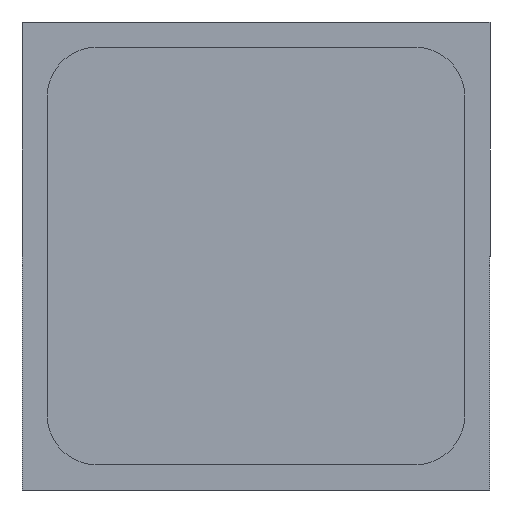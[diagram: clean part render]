
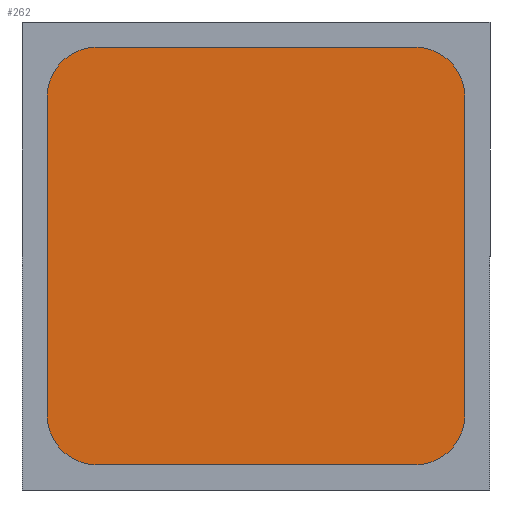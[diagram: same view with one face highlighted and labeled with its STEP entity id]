
A CAD part, front view. The second image highlights one B-rep face of the part: STEP entity #262.
In plain terms, the highlighted planar face has unit normal (0, -1, 0).
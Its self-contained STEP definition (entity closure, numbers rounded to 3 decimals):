
#3 = VECTOR ( 'NONE', #710, 1000. ) ;
#4 = VERTEX_POINT ( 'NONE', #415 ) ;
#5 = ORIENTED_EDGE ( 'NONE', *, *, #94, .T. ) ;
#7 = CARTESIAN_POINT ( 'NONE',  ( -9.5, -4., 12.5 ) ) ;
#9 = CARTESIAN_POINT ( 'NONE',  ( 9.5, -4., -9.5 ) ) ;
#18 = CARTESIAN_POINT ( 'NONE',  ( 0., -4., -12.5 ) ) ;
#26 = DIRECTION ( 'NONE',  ( 0., -1., 0. ) ) ;
#37 = DIRECTION ( 'NONE',  ( 0., 0., 1. ) ) ;
#39 = EDGE_CURVE ( 'NONE', #512, #324, #492, .T. ) ;
#44 = PLANE ( 'NONE',  #228 ) ;
#88 = DIRECTION ( 'NONE',  ( 1., 0., 0. ) ) ;
#94 = EDGE_CURVE ( 'NONE', #749, #4, #701, .T. ) ;
#103 = CARTESIAN_POINT ( 'NONE',  ( 12.5, -4., 0. ) ) ;
#125 = EDGE_CURVE ( 'NONE', #521, #324, #401, .T. ) ;
#130 = CARTESIAN_POINT ( 'NONE',  ( -9.5, -4., 9.5 ) ) ;
#144 = AXIS2_PLACEMENT_3D ( 'NONE', #265, #26, #317 ) ;
#151 = DIRECTION ( 'NONE',  ( 0., 1., 0. ) ) ;
#160 = EDGE_CURVE ( 'NONE', #512, #259, #296, .T. ) ;
#194 = EDGE_CURVE ( 'NONE', #413, #259, #354, .T. ) ;
#196 = ORIENTED_EDGE ( 'NONE', *, *, #39, .T. ) ;
#201 = EDGE_CURVE ( 'NONE', #734, #749, #527, .T. ) ;
#202 = AXIS2_PLACEMENT_3D ( 'NONE', #130, #301, #718 ) ;
#228 = AXIS2_PLACEMENT_3D ( 'NONE', #391, #151, #455 ) ;
#244 = VECTOR ( 'NONE', #88, 1000. ) ;
#254 = DIRECTION ( 'NONE',  ( 0., -1., 0. ) ) ;
#257 = CARTESIAN_POINT ( 'NONE',  ( -9.5, -4., -9.5 ) ) ;
#259 = VERTEX_POINT ( 'NONE', #279 ) ;
#262 = ADVANCED_FACE ( 'NONE', ( #370 ), #44, .F. ) ;
#265 = CARTESIAN_POINT ( 'NONE',  ( 9.5, -4., 9.5 ) ) ;
#275 = CARTESIAN_POINT ( 'NONE',  ( -12.5, -4., 9.5 ) ) ;
#277 = AXIS2_PLACEMENT_3D ( 'NONE', #257, #650, #481 ) ;
#279 = CARTESIAN_POINT ( 'NONE',  ( 9.5, -4., 12.5 ) ) ;
#284 = ORIENTED_EDGE ( 'NONE', *, *, #160, .F. ) ;
#288 = EDGE_CURVE ( 'NONE', #4, #413, #384, .T. ) ;
#296 = LINE ( 'NONE', #495, #244 ) ;
#301 = DIRECTION ( 'NONE',  ( 0., -1., 0. ) ) ;
#312 = ORIENTED_EDGE ( 'NONE', *, *, #602, .T. ) ;
#317 = DIRECTION ( 'NONE',  ( 0., 0., 1. ) ) ;
#324 = VERTEX_POINT ( 'NONE', #275 ) ;
#337 = VECTOR ( 'NONE', #37, 1000. ) ;
#354 = CIRCLE ( 'NONE', #144, 3. ) ;
#370 = FACE_OUTER_BOUND ( 'NONE', #403, .T. ) ;
#384 = LINE ( 'NONE', #103, #337 ) ;
#390 = CIRCLE ( 'NONE', #277, 3. ) ;
#391 = CARTESIAN_POINT ( 'NONE',  ( 0., -4., 0. ) ) ;
#401 = LINE ( 'NONE', #593, #3 ) ;
#403 = EDGE_LOOP ( 'NONE', ( #641, #584, #284, #196, #475, #312, #514, #5 ) ) ;
#413 = VERTEX_POINT ( 'NONE', #752 ) ;
#415 = CARTESIAN_POINT ( 'NONE',  ( 12.5, -4., -9.5 ) ) ;
#455 = DIRECTION ( 'NONE',  ( 0., 0., 1. ) ) ;
#472 = VECTOR ( 'NONE', #500, 1000. ) ;
#475 = ORIENTED_EDGE ( 'NONE', *, *, #125, .F. ) ;
#481 = DIRECTION ( 'NONE',  ( 0., 0., 1. ) ) ;
#492 = CIRCLE ( 'NONE', #202, 3. ) ;
#495 = CARTESIAN_POINT ( 'NONE',  ( 0., -4., 12.5 ) ) ;
#500 = DIRECTION ( 'NONE',  ( 1., 0., 0. ) ) ;
#512 = VERTEX_POINT ( 'NONE', #7 ) ;
#514 = ORIENTED_EDGE ( 'NONE', *, *, #201, .T. ) ;
#521 = VERTEX_POINT ( 'NONE', #532 ) ;
#527 = LINE ( 'NONE', #18, #472 ) ;
#532 = CARTESIAN_POINT ( 'NONE',  ( -12.5, -4., -9.5 ) ) ;
#539 = DIRECTION ( 'NONE',  ( 0., 0., 1. ) ) ;
#584 = ORIENTED_EDGE ( 'NONE', *, *, #194, .T. ) ;
#593 = CARTESIAN_POINT ( 'NONE',  ( -12.5, -4., 0. ) ) ;
#602 = EDGE_CURVE ( 'NONE', #521, #734, #390, .T. ) ;
#641 = ORIENTED_EDGE ( 'NONE', *, *, #288, .T. ) ;
#646 = AXIS2_PLACEMENT_3D ( 'NONE', #9, #254, #539 ) ;
#650 = DIRECTION ( 'NONE',  ( 0., -1., 0. ) ) ;
#675 = CARTESIAN_POINT ( 'NONE',  ( -9.5, -4., -12.5 ) ) ;
#678 = CARTESIAN_POINT ( 'NONE',  ( 9.5, -4., -12.5 ) ) ;
#701 = CIRCLE ( 'NONE', #646, 3. ) ;
#710 = DIRECTION ( 'NONE',  ( 0., 0., 1. ) ) ;
#718 = DIRECTION ( 'NONE',  ( 0., 0., 1. ) ) ;
#734 = VERTEX_POINT ( 'NONE', #675 ) ;
#749 = VERTEX_POINT ( 'NONE', #678 ) ;
#752 = CARTESIAN_POINT ( 'NONE',  ( 12.5, -4., 9.5 ) ) ;
